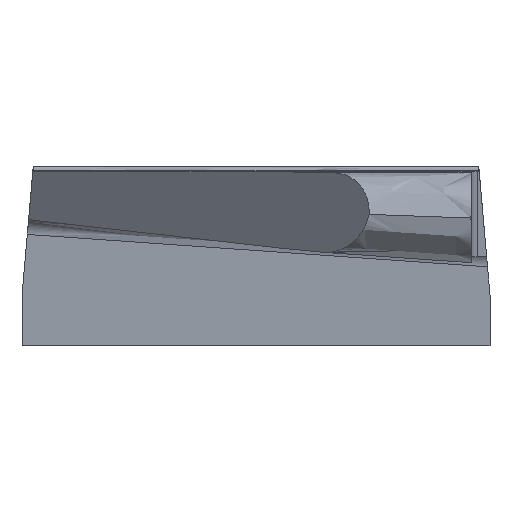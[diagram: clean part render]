
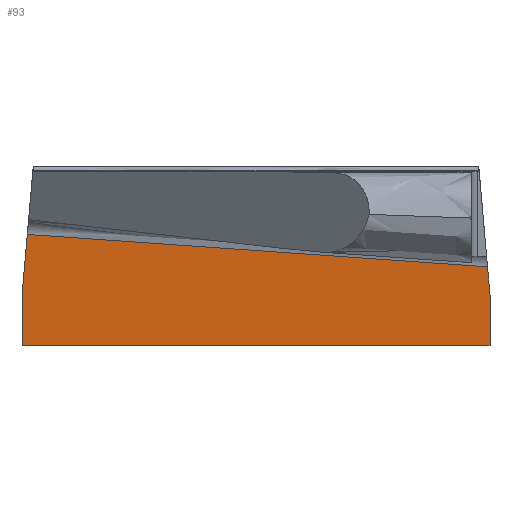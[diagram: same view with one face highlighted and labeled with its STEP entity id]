
A CAD part, left-side view. The second image highlights one B-rep face of the part: STEP entity #93.
In plain terms, the highlighted planar face has unit normal (-0.994, 0.106, -0.028).
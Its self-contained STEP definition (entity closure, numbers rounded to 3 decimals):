
#93=ADVANCED_FACE('',(#146),#116,.T.);
#116=PLANE('',#758);
#146=FACE_OUTER_BOUND('',#180,.T.);
#180=EDGE_LOOP('',(#363,#364,#365,#366,#367,#368));
#363=ORIENTED_EDGE('',*,*,#526,.F.);
#364=ORIENTED_EDGE('',*,*,#436,.T.);
#365=ORIENTED_EDGE('',*,*,#450,.T.);
#366=ORIENTED_EDGE('',*,*,#453,.T.);
#367=ORIENTED_EDGE('',*,*,#457,.F.);
#368=ORIENTED_EDGE('',*,*,#465,.F.);
#371=VERTEX_POINT('',#1131);
#373=VERTEX_POINT('',#1134);
#385=VERTEX_POINT('',#1214);
#388=VERTEX_POINT('',#1222);
#390=VERTEX_POINT('',#1228);
#398=VERTEX_POINT('',#1272);
#436=EDGE_CURVE('',#373,#371,#530,.T.);
#450=EDGE_CURVE('',#371,#385,#540,.T.);
#453=EDGE_CURVE('',#385,#388,#542,.T.);
#457=EDGE_CURVE('',#390,#388,#546,.T.);
#465=EDGE_CURVE('',#398,#390,#552,.T.);
#526=EDGE_CURVE('',#373,#398,#594,.T.);
#530=LINE('',#1133,#598);
#540=LINE('',#1216,#608);
#542=LINE('',#1221,#610);
#546=LINE('',#1230,#614);
#552=LINE('',#1273,#620);
#594=LINE('',#1624,#668);
#598=VECTOR('',#769,1.);
#608=VECTOR('',#781,1.);
#610=VECTOR('',#787,1.);
#614=VECTOR('',#793,1.);
#620=VECTOR('',#801,1.);
#668=VECTOR('',#901,1.);
#758=AXIS2_PLACEMENT_3D('',#1661,#910,#911);
#769=DIRECTION('',(0.037,0.087,-0.996));
#781=DIRECTION('',(0.028,0.,-1.));
#787=DIRECTION('',(-0.106,-0.994,0.));
#793=DIRECTION('',(0.028,0.,-1.));
#801=DIRECTION('',(0.018,-0.087,-0.996));
#901=DIRECTION('',(-0.104,-0.992,-0.07));
#910=DIRECTION('',(-0.994,0.106,-0.028));
#911=DIRECTION('',(-0.106,-0.994,0.));
#1131=CARTESIAN_POINT('',(-4.136,4.15,-2.286));
#1133=CARTESIAN_POINT('',(-4.198,4.005,-0.625));
#1134=CARTESIAN_POINT('',(-4.176,4.056,-1.208));
#1214=CARTESIAN_POINT('',(-4.112,4.15,-3.18));
#1216=CARTESIAN_POINT('',(-4.123,4.15,-2.755));
#1221=CARTESIAN_POINT('',(-3.92,5.94,-3.18));
#1222=CARTESIAN_POINT('',(-5.,-4.15,-3.18));
#1228=CARTESIAN_POINT('',(-5.025,-4.15,-2.286));
#1230=CARTESIAN_POINT('',(-5.011,-4.15,-2.78));
#1272=CARTESIAN_POINT('',(-5.034,-4.106,-1.782));
#1273=CARTESIAN_POINT('',(-5.061,-3.978,-0.325));
#1624=CARTESIAN_POINT('',(-5.077,-4.514,-1.81));
#1661=CARTESIAN_POINT('',(-4.996,-4.36,-4.123));
